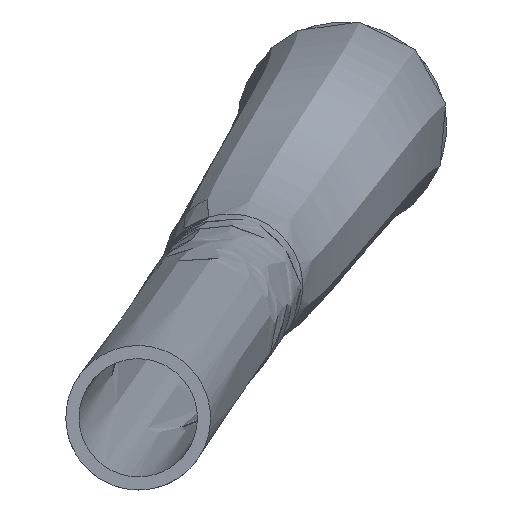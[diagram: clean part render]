
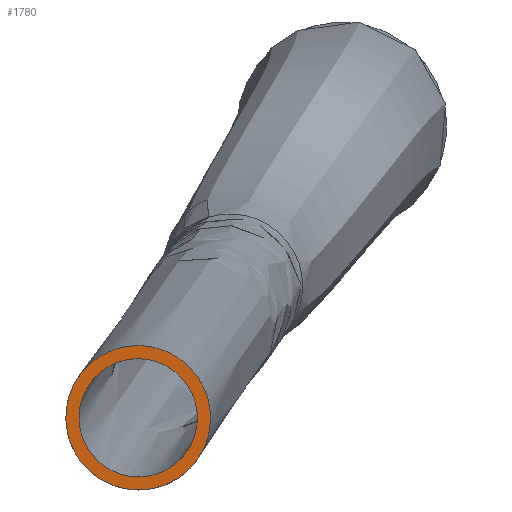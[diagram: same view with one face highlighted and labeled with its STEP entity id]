
A CAD part, left-side view. The second image highlights one B-rep face of the part: STEP entity #1780.
In plain terms, the highlighted planar face has unit normal (-0.995, 0.057, -0.081).
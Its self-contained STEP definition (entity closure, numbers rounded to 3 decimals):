
#221=PLANE('',#1899);
#268=FACE_BOUND('',#390,.T.);
#282=FACE_OUTER_BOUND('',#389,.T.);
#389=EDGE_LOOP('',(#1332));
#390=EDGE_LOOP('',(#1333));
#540=B_SPLINE_CURVE_WITH_KNOTS('',3,(#3266,#3267,#3268,#3269,#3270,#3271,
#3272,#3273,#3274,#3275,#3276,#3277,#3278,#3279,#3280,#3281,#3282,#3283,
#3284,#3285,#3286,#3287,#3288,#3289,#3290,#3291,#3292,#3293,#3294,#3295,
#3296,#3297,#3298,#3299,#3300,#3301,#3302,#3303,#3304,#3305,#3306,#3307,
#3308),.UNSPECIFIED.,.T.,.F.,(4,3,3,3,3,3,3,3,3,3,3,3,3,3,4),(-0.287,
0.208,0.703,1.198,1.693,2.353,
2.683,3.014,3.674,4.169,4.664,
5.159,5.654,6.15,6.645),
 .UNSPECIFIED.);
#607=B_SPLINE_CURVE_WITH_KNOTS('',3,(#6911,#6912,#6913,#6914,#6915,#6916,
#6917,#6918,#6919,#6920,#6921,#6922,#6923,#6924,#6925,#6926,#6927,#6928,
#6929,#6930,#6931,#6932,#6933,#6934,#6935,#6936,#6937,#6938,#6939,#6940,
#6941,#6942,#6943,#6944,#6945,#6946,#6947,#6948,#6949),.UNSPECIFIED.,.T.,
 .F.,(4,2,3,2,2,2,2,2,2,2,2,2,2,2,2,2,2,2,4),(-0.437,-0.352,
0.,0.199,0.398,0.75,1.101,
1.453,1.804,2.156,2.508,2.859,
3.211,3.562,3.914,4.266,4.617,
4.969,5.234),.UNSPECIFIED.);
#737=VERTEX_POINT('',#3261);
#802=VERTEX_POINT('',#6906);
#934=EDGE_CURVE('',#737,#737,#540,.F.);
#1009=EDGE_CURVE('',#802,#802,#607,.T.);
#1332=ORIENTED_EDGE('',*,*,#934,.F.);
#1333=ORIENTED_EDGE('',*,*,#1009,.F.);
#1780=ADVANCED_FACE('',(#282,#268),#221,.F.);
#1899=AXIS2_PLACEMENT_3D('',#6978,#1965,#1966);
#1965=DIRECTION('center_axis',(0.995,-0.057,0.081));
#1966=DIRECTION('ref_axis',(0.099,0.571,-0.815));
#3261=CARTESIAN_POINT('',(-398.622,37.214,-53.148));
#3266=CARTESIAN_POINT('Ctrl Pts',(-398.622,37.214,-53.148));
#3267=CARTESIAN_POINT('Ctrl Pts',(-398.622,35.866,-54.092));
#3268=CARTESIAN_POINT('Ctrl Pts',(-398.659,34.305,-54.729));
#3269=CARTESIAN_POINT('Ctrl Pts',(-398.73,32.683,-54.997));
#3270=CARTESIAN_POINT('Ctrl Pts',(-398.801,31.061,-55.266));
#3271=CARTESIAN_POINT('Ctrl Pts',(-398.906,29.379,-55.165));
#3272=CARTESIAN_POINT('Ctrl Pts',(-399.033,27.805,-54.705));
#3273=CARTESIAN_POINT('Ctrl Pts',(-399.161,26.231,-54.245));
#3274=CARTESIAN_POINT('Ctrl Pts',(-399.312,24.765,-53.425));
#3275=CARTESIAN_POINT('Ctrl Pts',(-399.472,23.549,-52.328));
#3276=CARTESIAN_POINT('Ctrl Pts',(-399.631,22.333,-51.23));
#3277=CARTESIAN_POINT('Ctrl Pts',(-399.799,21.367,-49.855));
#3278=CARTESIAN_POINT('Ctrl Pts',(-399.958,20.752,-48.338));
#3279=CARTESIAN_POINT('Ctrl Pts',(-400.17,19.933,-46.315));
#3280=CARTESIAN_POINT('Ctrl Pts',(-400.368,19.738,-44.039));
#3281=CARTESIAN_POINT('Ctrl Pts',(-400.516,20.203,-41.9));
#3282=CARTESIAN_POINT('Ctrl Pts',(-400.59,20.435,-40.831));
#3283=CARTESIAN_POINT('Ctrl Pts',(-400.652,20.832,-39.797));
#3284=CARTESIAN_POINT('Ctrl Pts',(-400.699,21.371,-38.841));
#3285=CARTESIAN_POINT('Ctrl Pts',(-400.747,21.909,-37.886));
#3286=CARTESIAN_POINT('Ctrl Pts',(-400.78,22.589,-37.009));
#3287=CARTESIAN_POINT('Ctrl Pts',(-400.796,23.384,-36.254));
#3288=CARTESIAN_POINT('Ctrl Pts',(-400.828,24.974,-34.745));
#3289=CARTESIAN_POINT('Ctrl Pts',(-400.794,27.027,-33.723));
#3290=CARTESIAN_POINT('Ctrl Pts',(-400.7,29.189,-33.364));
#3291=CARTESIAN_POINT('Ctrl Pts',(-400.629,30.81,-33.095));
#3292=CARTESIAN_POINT('Ctrl Pts',(-400.524,32.492,-33.198));
#3293=CARTESIAN_POINT('Ctrl Pts',(-400.396,34.066,-33.659));
#3294=CARTESIAN_POINT('Ctrl Pts',(-400.268,35.641,-34.12));
#3295=CARTESIAN_POINT('Ctrl Pts',(-400.117,37.108,-34.938));
#3296=CARTESIAN_POINT('Ctrl Pts',(-399.958,38.323,-36.035));
#3297=CARTESIAN_POINT('Ctrl Pts',(-399.799,39.539,-37.132));
#3298=CARTESIAN_POINT('Ctrl Pts',(-399.631,40.502,-38.508));
#3299=CARTESIAN_POINT('Ctrl Pts',(-399.472,41.118,-40.026));
#3300=CARTESIAN_POINT('Ctrl Pts',(-399.312,41.734,-41.543));
#3301=CARTESIAN_POINT('Ctrl Pts',(-399.161,42.002,-43.202));
#3302=CARTESIAN_POINT('Ctrl Pts',(-399.033,41.896,-44.839));
#3303=CARTESIAN_POINT('Ctrl Pts',(-398.906,41.79,-46.476));
#3304=CARTESIAN_POINT('Ctrl Pts',(-398.801,41.31,-48.09));
#3305=CARTESIAN_POINT('Ctrl Pts',(-398.73,40.503,-49.522));
#3306=CARTESIAN_POINT('Ctrl Pts',(-398.659,39.696,-50.954));
#3307=CARTESIAN_POINT('Ctrl Pts',(-398.622,38.562,-52.204));
#3308=CARTESIAN_POINT('Ctrl Pts',(-398.622,37.214,-53.148));
#6906=CARTESIAN_POINT('',(-398.821,36.073,-51.518));
#6911=CARTESIAN_POINT('Ctrl Pts',(-398.821,36.073,-51.518));
#6912=CARTESIAN_POINT('Ctrl Pts',(-398.821,35.839,-51.681));
#6913=CARTESIAN_POINT('Ctrl Pts',(-398.822,35.598,-51.834));
#6914=CARTESIAN_POINT('Ctrl Pts',(-398.836,34.329,-52.554));
#6915=CARTESIAN_POINT('Ctrl Pts',(-398.869,33.208,-52.928));
#6916=CARTESIAN_POINT('Ctrl Pts',(-398.924,32.047,-53.078));
#6917=CARTESIAN_POINT('Ctrl Pts',(-398.954,31.389,-53.163));
#6918=CARTESIAN_POINT('Ctrl Pts',(-398.991,30.725,-53.175));
#6919=CARTESIAN_POINT('Ctrl Pts',(-399.077,29.406,-53.053));
#6920=CARTESIAN_POINT('Ctrl Pts',(-399.125,28.756,-52.919));
#6921=CARTESIAN_POINT('Ctrl Pts',(-399.271,27.015,-52.355));
#6922=CARTESIAN_POINT('Ctrl Pts',(-399.377,25.986,-51.781));
#6923=CARTESIAN_POINT('Ctrl Pts',(-399.602,24.208,-50.271));
#6924=CARTESIAN_POINT('Ctrl Pts',(-399.719,23.475,-49.35));
#6925=CARTESIAN_POINT('Ctrl Pts',(-399.95,22.407,-47.276));
#6926=CARTESIAN_POINT('Ctrl Pts',(-400.061,22.082,-46.144));
#6927=CARTESIAN_POINT('Ctrl Pts',(-400.263,21.884,-43.817));
#6928=CARTESIAN_POINT('Ctrl Pts',(-400.351,22.014,-42.645));
#6929=CARTESIAN_POINT('Ctrl Pts',(-400.494,22.717,-40.413));
#6930=CARTESIAN_POINT('Ctrl Pts',(-400.546,23.283,-39.375));
#6931=CARTESIAN_POINT('Ctrl Pts',(-400.608,24.78,-37.573));
#6932=CARTESIAN_POINT('Ctrl Pts',(-400.616,25.697,-36.826));
#6933=CARTESIAN_POINT('Ctrl Pts',(-400.588,27.765,-35.723));
#6934=CARTESIAN_POINT('Ctrl Pts',(-400.552,28.896,-35.378));
#6935=CARTESIAN_POINT('Ctrl Pts',(-400.438,31.225,-35.139));
#6936=CARTESIAN_POINT('Ctrl Pts',(-400.362,32.4,-35.248));
#6937=CARTESIAN_POINT('Ctrl Pts',(-400.179,34.642,-35.91));
#6938=CARTESIAN_POINT('Ctrl Pts',(-400.075,35.686,-36.456));
#6939=CARTESIAN_POINT('Ctrl Pts',(-399.851,37.504,-37.919));
#6940=CARTESIAN_POINT('Ctrl Pts',(-399.734,38.26,-38.821));
#6941=CARTESIAN_POINT('Ctrl Pts',(-399.502,39.382,-40.865));
#6942=CARTESIAN_POINT('Ctrl Pts',(-399.39,39.737,-41.988));
#6943=CARTESIAN_POINT('Ctrl Pts',(-399.186,39.996,-44.309));
#6944=CARTESIAN_POINT('Ctrl Pts',(-399.095,39.897,-45.484));
#6945=CARTESIAN_POINT('Ctrl Pts',(-398.948,39.253,-47.733));
#6946=CARTESIAN_POINT('Ctrl Pts',(-398.893,38.715,-48.785));
#6947=CARTESIAN_POINT('Ctrl Pts',(-398.833,37.442,-50.401));
#6948=CARTESIAN_POINT('Ctrl Pts',(-398.821,36.796,-51.011));
#6949=CARTESIAN_POINT('Ctrl Pts',(-398.821,36.073,-51.518));
#6978=CARTESIAN_POINT('Origin',(-399.715,30.936,-44.182));
